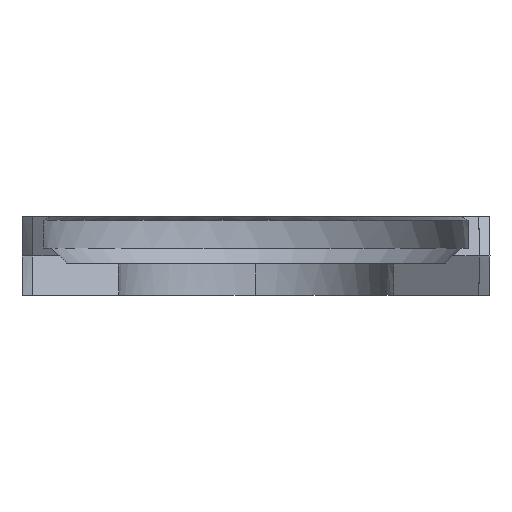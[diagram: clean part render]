
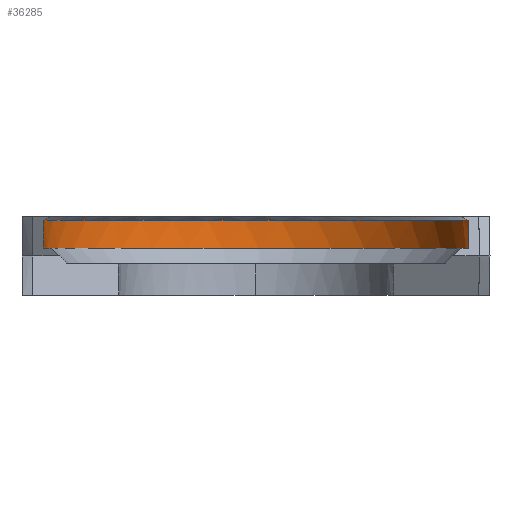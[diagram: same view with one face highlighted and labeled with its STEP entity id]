
A CAD part, left-side view. The second image highlights one B-rep face of the part: STEP entity #36285.
In plain terms, the highlighted cylindrical face has radius 54 mm (diameter 108 mm), a partial arc.
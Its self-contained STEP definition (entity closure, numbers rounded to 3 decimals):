
#5381 = PLANE('',#5382);
#5382 = AXIS2_PLACEMENT_3D('',#5383,#5384,#5385);
#5383 = CARTESIAN_POINT('',(-3.9,0.,21.));
#5384 = DIRECTION('',(-0.866,0.,-0.5));
#5385 = DIRECTION('',(0.5,0.,-0.866));
#5518 = CONICAL_SURFACE('',#5519,52.268,1.047);
#5519 = AXIS2_PLACEMENT_3D('',#5520,#5521,#5522);
#5520 = CARTESIAN_POINT('',(0.,0.,20.01));
#5521 = DIRECTION('',(0.,0.,-1.));
#5522 = DIRECTION('',(0.,-1.,0.));
#5599 = PLANE('',#5600);
#5600 = AXIS2_PLACEMENT_3D('',#5601,#5602,#5603);
#5601 = CARTESIAN_POINT('',(4.3,0.,21.));
#5602 = DIRECTION('',(0.866,0.,-0.5));
#5603 = DIRECTION('',(-0.5,0.,-0.866));
#26063 = PLANE('',#26064);
#26064 = AXIS2_PLACEMENT_3D('',#26065,#26066,#26067);
#26065 = CARTESIAN_POINT('',(0.,0.,12.01));
#26066 = DIRECTION('',(0.,0.,1.));
#26067 = DIRECTION('',(0.,1.,0.));
#26075 = VERTEX_POINT('',#26076);
#26076 = CARTESIAN_POINT('',(0.,-54.,13.552));
#26091 = CYLINDRICAL_SURFACE('',#26092,54.);
#26092 = AXIS2_PLACEMENT_3D('',#26093,#26094,#26095);
#26093 = CARTESIAN_POINT('',(0.,0.,19.01));
#26094 = DIRECTION('',(0.,0.,-1.));
#26095 = DIRECTION('',(0.,-1.,0.));
#26109 = EDGE_CURVE('',#26110,#26075,#26112,.T.);
#26110 = VERTEX_POINT('',#26111);
#26111 = CARTESIAN_POINT('',(3.151,-53.908,19.01));
#26112 = SURFACE_CURVE('',#26113,(#26118,#26125),.PCURVE_S1.);
#26113 = ELLIPSE('',#26114,108.,54.);
#26114 = AXIS2_PLACEMENT_3D('',#26115,#26116,#26117);
#26115 = CARTESIAN_POINT('',(0.,0.,13.552));
#26116 = DIRECTION('',(0.866,0.,-0.5));
#26117 = DIRECTION('',(-0.5,0.,-0.866));
#26118 = PCURVE('',#5599,#26119);
#26119 = DEFINITIONAL_REPRESENTATION('',(#26120),#26124);
#26120 = ELLIPSE('',#26121,108.,54.);
#26121 = AXIS2_PLACEMENT_2D('',#26122,#26123);
#26122 = CARTESIAN_POINT('',(8.6,0.));
#26123 = DIRECTION('',(1.,0.));
#26124 = ( GEOMETRIC_REPRESENTATION_CONTEXT(2) 
PARAMETRIC_REPRESENTATION_CONTEXT() REPRESENTATION_CONTEXT('2D SPACE',''
  ) );
#26125 = PCURVE('',#26126,#26131);
#26126 = CYLINDRICAL_SURFACE('',#26127,54.);
#26127 = AXIS2_PLACEMENT_3D('',#26128,#26129,#26130);
#26128 = CARTESIAN_POINT('',(0.,0.,19.01));
#26129 = DIRECTION('',(0.,0.,-1.));
#26130 = DIRECTION('',(0.,-1.,0.));
#26131 = DEFINITIONAL_REPRESENTATION('',(#26132),#26142);
#26132 = B_SPLINE_CURVE_WITH_KNOTS('',8,(#26133,#26134,#26135,#26136,
    #26137,#26138,#26139,#26140,#26141),.UNSPECIFIED.,.F.,.F.,(9,9),(
    4.654,4.712),.PIECEWISE_BEZIER_KNOTS.);
#26133 = CARTESIAN_POINT('',(6.225,0.));
#26134 = CARTESIAN_POINT('',(6.232,0.681));
#26135 = CARTESIAN_POINT('',(6.239,1.363));
#26136 = CARTESIAN_POINT('',(6.247,2.045));
#26137 = CARTESIAN_POINT('',(6.254,2.728));
#26138 = CARTESIAN_POINT('',(6.261,3.41));
#26139 = CARTESIAN_POINT('',(6.269,4.093));
#26140 = CARTESIAN_POINT('',(6.276,4.775));
#26141 = CARTESIAN_POINT('',(6.283,5.458));
#26142 = ( GEOMETRIC_REPRESENTATION_CONTEXT(2) 
PARAMETRIC_REPRESENTATION_CONTEXT() REPRESENTATION_CONTEXT('2D SPACE',''
  ) );
#26178 = VERTEX_POINT('',#26179);
#26179 = CARTESIAN_POINT('',(-2.751,53.93,19.01));
#26209 = EDGE_CURVE('',#26178,#26110,#26210,.T.);
#26210 = SURFACE_CURVE('',#26211,(#26216,#26223),.PCURVE_S1.);
#26211 = CIRCLE('',#26212,54.);
#26212 = AXIS2_PLACEMENT_3D('',#26213,#26214,#26215);
#26213 = CARTESIAN_POINT('',(0.,0.,19.01));
#26214 = DIRECTION('',(0.,0.,-1.));
#26215 = DIRECTION('',(0.,-1.,0.));
#26216 = PCURVE('',#5518,#26217);
#26217 = DEFINITIONAL_REPRESENTATION('',(#26218),#26222);
#26218 = LINE('',#26219,#26220);
#26219 = CARTESIAN_POINT('',(0.,1.));
#26220 = VECTOR('',#26221,1.);
#26221 = DIRECTION('',(1.,0.));
#26222 = ( GEOMETRIC_REPRESENTATION_CONTEXT(2) 
PARAMETRIC_REPRESENTATION_CONTEXT() REPRESENTATION_CONTEXT('2D SPACE',''
  ) );
#26223 = PCURVE('',#26126,#26224);
#26224 = DEFINITIONAL_REPRESENTATION('',(#26225),#26229);
#26225 = LINE('',#26226,#26227);
#26226 = CARTESIAN_POINT('',(0.,0.));
#26227 = VECTOR('',#26228,1.);
#26228 = DIRECTION('',(1.,0.));
#26229 = ( GEOMETRIC_REPRESENTATION_CONTEXT(2) 
PARAMETRIC_REPRESENTATION_CONTEXT() REPRESENTATION_CONTEXT('2D SPACE',''
  ) );
#26295 = VERTEX_POINT('',#26296);
#26296 = CARTESIAN_POINT('',(1.29,53.985,12.01));
#26315 = EDGE_CURVE('',#26178,#26295,#26316,.T.);
#26316 = SURFACE_CURVE('',#26317,(#26322,#26329),.PCURVE_S1.);
#26317 = ELLIPSE('',#26318,108.,54.);
#26318 = AXIS2_PLACEMENT_3D('',#26319,#26320,#26321);
#26319 = CARTESIAN_POINT('',(0.,0.,14.245));
#26320 = DIRECTION('',(-0.866,0.,-0.5));
#26321 = DIRECTION('',(0.5,0.,-0.866));
#26322 = PCURVE('',#5381,#26323);
#26323 = DEFINITIONAL_REPRESENTATION('',(#26324),#26328);
#26324 = ELLIPSE('',#26325,108.,54.);
#26325 = AXIS2_PLACEMENT_2D('',#26326,#26327);
#26326 = CARTESIAN_POINT('',(7.8,0.));
#26327 = DIRECTION('',(1.,0.));
#26328 = ( GEOMETRIC_REPRESENTATION_CONTEXT(2) 
PARAMETRIC_REPRESENTATION_CONTEXT() REPRESENTATION_CONTEXT('2D SPACE',''
  ) );
#26329 = PCURVE('',#26126,#26330);
#26330 = DEFINITIONAL_REPRESENTATION('',(#26331),#26341);
#26331 = B_SPLINE_CURVE_WITH_KNOTS('',8,(#26332,#26333,#26334,#26335,
    #26336,#26337,#26338,#26339,#26340),.UNSPECIFIED.,.F.,.F.,(9,9),(
    4.661,4.736),.PIECEWISE_BEZIER_KNOTS.);
#26332 = CARTESIAN_POINT('',(3.091,0.));
#26333 = CARTESIAN_POINT('',(3.1,0.874));
#26334 = CARTESIAN_POINT('',(3.109,1.749));
#26335 = CARTESIAN_POINT('',(3.119,2.624));
#26336 = CARTESIAN_POINT('',(3.128,3.499));
#26337 = CARTESIAN_POINT('',(3.137,4.374));
#26338 = CARTESIAN_POINT('',(3.147,5.25));
#26339 = CARTESIAN_POINT('',(3.156,6.125));
#26340 = CARTESIAN_POINT('',(3.165,7.));
#26341 = ( GEOMETRIC_REPRESENTATION_CONTEXT(2) 
PARAMETRIC_REPRESENTATION_CONTEXT() REPRESENTATION_CONTEXT('2D SPACE',''
  ) );
#36285 = ADVANCED_FACE('',(#36286),#26126,.F.);
#36286 = FACE_BOUND('',#36287,.F.);
#36287 = EDGE_LOOP('',(#36288,#36289,#36290,#36291,#36314));
#36288 = ORIENTED_EDGE('',*,*,#26315,.F.);
#36289 = ORIENTED_EDGE('',*,*,#26209,.T.);
#36290 = ORIENTED_EDGE('',*,*,#26109,.T.);
#36291 = ORIENTED_EDGE('',*,*,#36292,.T.);
#36292 = EDGE_CURVE('',#26075,#36293,#36295,.T.);
#36293 = VERTEX_POINT('',#36294);
#36294 = CARTESIAN_POINT('',(0.,-54.,12.01));
#36295 = SURFACE_CURVE('',#36296,(#36300,#36307),.PCURVE_S1.);
#36296 = LINE('',#36297,#36298);
#36297 = CARTESIAN_POINT('',(0.,-54.,19.01));
#36298 = VECTOR('',#36299,1.);
#36299 = DIRECTION('',(0.,0.,-1.));
#36300 = PCURVE('',#26126,#36301);
#36301 = DEFINITIONAL_REPRESENTATION('',(#36302),#36306);
#36302 = LINE('',#36303,#36304);
#36303 = CARTESIAN_POINT('',(6.283,0.));
#36304 = VECTOR('',#36305,1.);
#36305 = DIRECTION('',(0.,1.));
#36306 = ( GEOMETRIC_REPRESENTATION_CONTEXT(2) 
PARAMETRIC_REPRESENTATION_CONTEXT() REPRESENTATION_CONTEXT('2D SPACE',''
  ) );
#36307 = PCURVE('',#26091,#36308);
#36308 = DEFINITIONAL_REPRESENTATION('',(#36309),#36313);
#36309 = LINE('',#36310,#36311);
#36310 = CARTESIAN_POINT('',(0.,0.));
#36311 = VECTOR('',#36312,1.);
#36312 = DIRECTION('',(0.,1.));
#36313 = ( GEOMETRIC_REPRESENTATION_CONTEXT(2) 
PARAMETRIC_REPRESENTATION_CONTEXT() REPRESENTATION_CONTEXT('2D SPACE',''
  ) );
#36314 = ORIENTED_EDGE('',*,*,#36315,.F.);
#36315 = EDGE_CURVE('',#26295,#36293,#36316,.T.);
#36316 = SURFACE_CURVE('',#36317,(#36322,#36329),.PCURVE_S1.);
#36317 = CIRCLE('',#36318,54.);
#36318 = AXIS2_PLACEMENT_3D('',#36319,#36320,#36321);
#36319 = CARTESIAN_POINT('',(0.,0.,12.01));
#36320 = DIRECTION('',(0.,0.,-1.));
#36321 = DIRECTION('',(0.,-1.,0.));
#36322 = PCURVE('',#26126,#36323);
#36323 = DEFINITIONAL_REPRESENTATION('',(#36324),#36328);
#36324 = LINE('',#36325,#36326);
#36325 = CARTESIAN_POINT('',(0.,7.));
#36326 = VECTOR('',#36327,1.);
#36327 = DIRECTION('',(1.,0.));
#36328 = ( GEOMETRIC_REPRESENTATION_CONTEXT(2) 
PARAMETRIC_REPRESENTATION_CONTEXT() REPRESENTATION_CONTEXT('2D SPACE',''
  ) );
#36329 = PCURVE('',#26063,#36330);
#36330 = DEFINITIONAL_REPRESENTATION('',(#36331),#36339);
#36331 = ( BOUNDED_CURVE() B_SPLINE_CURVE(2,(#36332,#36333,#36334,#36335
    ,#36336,#36337,#36338),.UNSPECIFIED.,.T.,.F.) 
B_SPLINE_CURVE_WITH_KNOTS((1,2,2,2,2,1),(-2.094,0.,
    2.094,4.189,6.283,8.378),
.UNSPECIFIED.) CURVE() GEOMETRIC_REPRESENTATION_ITEM() 
RATIONAL_B_SPLINE_CURVE((1.,0.5,1.,0.5,1.,0.5,1.)) REPRESENTATION_ITEM(
  '') );
#36332 = CARTESIAN_POINT('',(-54.,0.));
#36333 = CARTESIAN_POINT('',(-54.,93.531));
#36334 = CARTESIAN_POINT('',(27.,46.765));
#36335 = CARTESIAN_POINT('',(108.,0.));
#36336 = CARTESIAN_POINT('',(27.,-46.765));
#36337 = CARTESIAN_POINT('',(-54.,-93.531));
#36338 = CARTESIAN_POINT('',(-54.,0.));
#36339 = ( GEOMETRIC_REPRESENTATION_CONTEXT(2) 
PARAMETRIC_REPRESENTATION_CONTEXT() REPRESENTATION_CONTEXT('2D SPACE',''
  ) );
